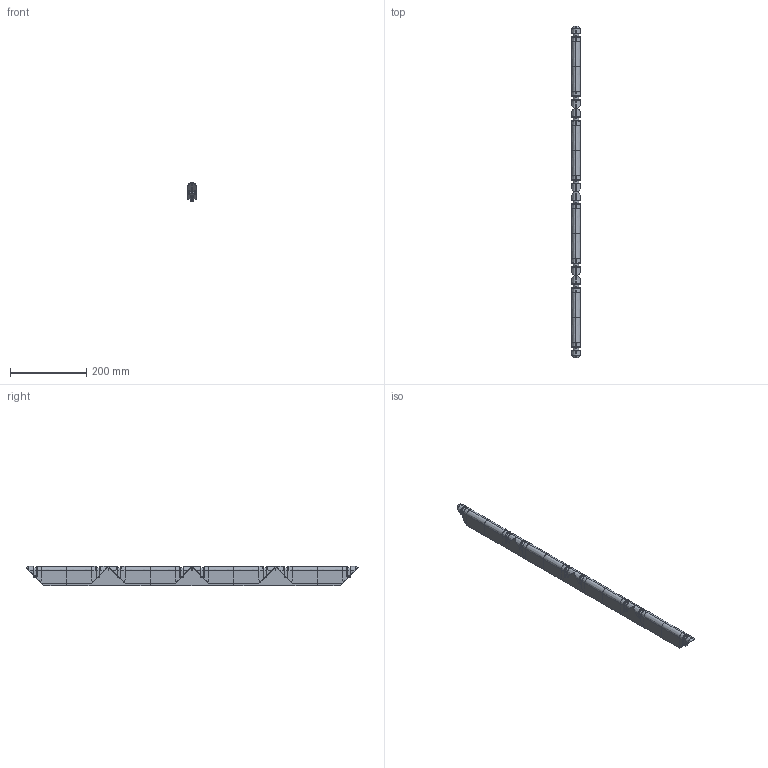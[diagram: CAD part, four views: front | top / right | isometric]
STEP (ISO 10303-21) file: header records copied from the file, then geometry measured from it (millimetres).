
FILE_DESCRIPTION(/* description */ (''),/* implementation_level */ '2;1');
FILE_NAME(/* name */ 'Bamboo Modulo Board - 22x50x880',/* time_stamp */ '2023-11-01T05:20:11+01:00',/* author */ (''),/* organization */ (''),/* preprocessor_version */ 'ST-DEVELOPER v18.1',/* originating_system */ '',/* authorisation */ '');
FILE_SCHEMA (('AUTOMOTIVE_DESIGN { 1 0 10303 214 3 1 1 }'));
Bounding box: 22 x 873.55 x 50 mm (x, y, z)
Surface area: 124738.1 mm2 (no closed solid volume)
Topology: 0 solids, 702 shells, 702 faces, 3336 edges, 3300 vertices
Faces by surface type: bspline 606, cylinder 96
Entity records: 72787 total; most frequent: CARTESIAN_POINT 54415, ORIENTED_EDGE 3332, EDGE_CURVE 3316, VERTEX_POINT 3300, B_SPLINE_CURVE_WITH_KNOTS 2930, EDGE_LOOP 718, STYLED_ITEM 702, FACE_OUTER_BOUND 702
